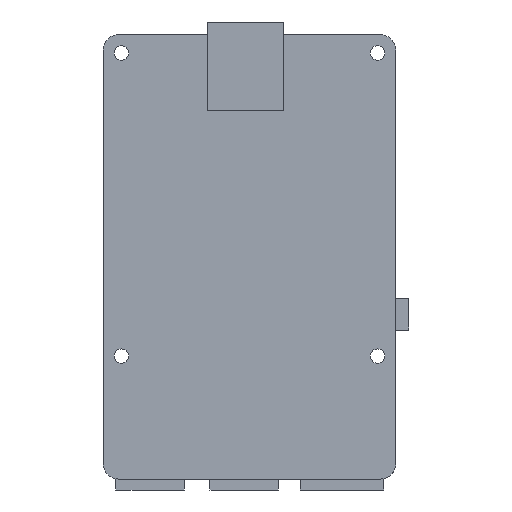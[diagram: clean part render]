
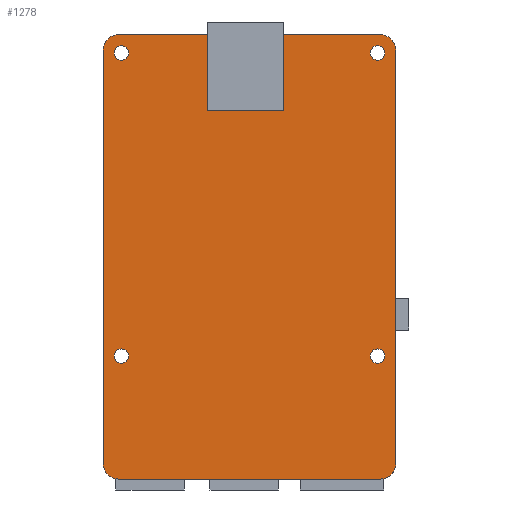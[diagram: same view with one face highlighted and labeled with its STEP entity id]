
A CAD part, front view. The second image highlights one B-rep face of the part: STEP entity #1278.
In plain terms, the highlighted planar face has unit normal (0, -1, 0).
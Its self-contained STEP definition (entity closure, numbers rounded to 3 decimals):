
#33=FACE_BOUND('',#193,.T.);
#34=FACE_BOUND('',#194,.T.);
#35=FACE_BOUND('',#195,.T.);
#36=FACE_BOUND('',#196,.T.);
#47=CIRCLE('',#1358,1.375);
#48=CIRCLE('',#1360,1.375);
#49=CIRCLE('',#1362,1.375);
#50=CIRCLE('',#1364,1.375);
#51=CIRCLE('',#1367,3.);
#52=CIRCLE('',#1370,3.);
#53=CIRCLE('',#1373,3.);
#54=CIRCLE('',#1376,3.);
#120=FACE_OUTER_BOUND('',#192,.T.);
#192=EDGE_LOOP('',(#1139,#1140,#1141,#1142,#1143,#1144,#1145,#1146,#1147,
#1148,#1149,#1150));
#193=EDGE_LOOP('',(#1151));
#194=EDGE_LOOP('',(#1152));
#195=EDGE_LOOP('',(#1153));
#196=EDGE_LOOP('',(#1154));
#221=LINE('',#1766,#379);
#226=LINE('',#1776,#384);
#232=LINE('',#1788,#390);
#342=LINE('',#2038,#500);
#346=LINE('',#2047,#504);
#349=LINE('',#2054,#507);
#351=LINE('',#2057,#509);
#353=LINE('',#2064,#511);
#379=VECTOR('',#1429,10.);
#384=VECTOR('',#1436,10.);
#390=VECTOR('',#1446,10.);
#500=VECTOR('',#1672,10.);
#504=VECTOR('',#1682,10.);
#507=VECTOR('',#1691,10.);
#509=VECTOR('',#1693,10.);
#511=VECTOR('',#1701,10.);
#529=VERTEX_POINT('',#1764);
#530=VERTEX_POINT('',#1765);
#534=VERTEX_POINT('',#1774);
#538=VERTEX_POINT('',#1787);
#615=VERTEX_POINT('',#2020);
#616=VERTEX_POINT('',#2024);
#617=VERTEX_POINT('',#2028);
#618=VERTEX_POINT('',#2032);
#619=VERTEX_POINT('',#2036);
#620=VERTEX_POINT('',#2037);
#621=VERTEX_POINT('',#2042);
#622=VERTEX_POINT('',#2046);
#623=VERTEX_POINT('',#2050);
#624=VERTEX_POINT('',#2055);
#625=VERTEX_POINT('',#2059);
#626=VERTEX_POINT('',#2063);
#651=EDGE_CURVE('',#529,#530,#221,.T.);
#656=EDGE_CURVE('',#530,#534,#226,.T.);
#662=EDGE_CURVE('',#538,#529,#232,.T.);
#779=EDGE_CURVE('',#615,#615,#47,.T.);
#781=EDGE_CURVE('',#616,#616,#48,.T.);
#783=EDGE_CURVE('',#617,#617,#49,.T.);
#785=EDGE_CURVE('',#618,#618,#50,.T.);
#786=EDGE_CURVE('',#619,#620,#342,.T.);
#789=EDGE_CURVE('',#621,#620,#51,.T.);
#791=EDGE_CURVE('',#621,#622,#346,.T.);
#793=EDGE_CURVE('',#623,#622,#52,.T.);
#795=EDGE_CURVE('',#623,#538,#349,.T.);
#797=EDGE_CURVE('',#534,#624,#351,.T.);
#798=EDGE_CURVE('',#625,#624,#53,.T.);
#800=EDGE_CURVE('',#625,#626,#353,.T.);
#802=EDGE_CURVE('',#619,#626,#54,.T.);
#1139=ORIENTED_EDGE('',*,*,#656,.T.);
#1140=ORIENTED_EDGE('',*,*,#797,.T.);
#1141=ORIENTED_EDGE('',*,*,#798,.F.);
#1142=ORIENTED_EDGE('',*,*,#800,.T.);
#1143=ORIENTED_EDGE('',*,*,#802,.F.);
#1144=ORIENTED_EDGE('',*,*,#786,.T.);
#1145=ORIENTED_EDGE('',*,*,#789,.F.);
#1146=ORIENTED_EDGE('',*,*,#791,.T.);
#1147=ORIENTED_EDGE('',*,*,#793,.F.);
#1148=ORIENTED_EDGE('',*,*,#795,.T.);
#1149=ORIENTED_EDGE('',*,*,#662,.T.);
#1150=ORIENTED_EDGE('',*,*,#651,.T.);
#1151=ORIENTED_EDGE('',*,*,#785,.F.);
#1152=ORIENTED_EDGE('',*,*,#783,.F.);
#1153=ORIENTED_EDGE('',*,*,#781,.F.);
#1154=ORIENTED_EDGE('',*,*,#779,.F.);
#1212=PLANE('',#1377);
#1278=ADVANCED_FACE('',(#120,#33,#34,#35,#36),#1212,.F.);
#1358=AXIS2_PLACEMENT_3D('',#2022,#1653,#1654);
#1360=AXIS2_PLACEMENT_3D('',#2026,#1658,#1659);
#1362=AXIS2_PLACEMENT_3D('',#2030,#1663,#1664);
#1364=AXIS2_PLACEMENT_3D('',#2034,#1668,#1669);
#1367=AXIS2_PLACEMENT_3D('',#2043,#1677,#1678);
#1370=AXIS2_PLACEMENT_3D('',#2051,#1686,#1687);
#1373=AXIS2_PLACEMENT_3D('',#2060,#1696,#1697);
#1376=AXIS2_PLACEMENT_3D('',#2067,#1705,#1706);
#1377=AXIS2_PLACEMENT_3D('',#2068,#1707,#1708);
#1429=DIRECTION('',(-1.,0.,0.));
#1436=DIRECTION('',(0.,0.,1.));
#1446=DIRECTION('',(0.,0.,-1.));
#1653=DIRECTION('center_axis',(0.,-1.,0.));
#1654=DIRECTION('ref_axis',(1.,0.,0.));
#1658=DIRECTION('center_axis',(0.,-1.,0.));
#1659=DIRECTION('ref_axis',(1.,0.,0.));
#1663=DIRECTION('center_axis',(0.,-1.,0.));
#1664=DIRECTION('ref_axis',(1.,0.,0.));
#1668=DIRECTION('center_axis',(0.,-1.,0.));
#1669=DIRECTION('ref_axis',(1.,0.,0.));
#1672=DIRECTION('',(1.,0.,0.));
#1677=DIRECTION('center_axis',(0.,1.,0.));
#1678=DIRECTION('ref_axis',(1.,0.,0.));
#1682=DIRECTION('',(0.,0.,1.));
#1686=DIRECTION('center_axis',(0.,1.,0.));
#1687=DIRECTION('ref_axis',(0.,0.,1.));
#1691=DIRECTION('',(-1.,0.,0.));
#1693=DIRECTION('',(-1.,0.,0.));
#1696=DIRECTION('center_axis',(0.,1.,0.));
#1697=DIRECTION('ref_axis',(-1.,0.,0.));
#1701=DIRECTION('',(0.,0.,-1.));
#1705=DIRECTION('center_axis',(0.,1.,0.));
#1706=DIRECTION('ref_axis',(0.,0.,-1.));
#1707=DIRECTION('center_axis',(0.,1.,0.));
#1708=DIRECTION('ref_axis',(1.,0.,0.));
#1764=CARTESIAN_POINT('',(34.5,0.,70.4));
#1765=CARTESIAN_POINT('',(19.9,0.,70.4));
#1766=CARTESIAN_POINT('',(23.95,0.,70.4));
#1774=CARTESIAN_POINT('',(19.9,0.,85.));
#1776=CARTESIAN_POINT('',(19.9,0.,64.96));
#1787=CARTESIAN_POINT('',(34.5,0.,85.));
#1788=CARTESIAN_POINT('',(34.5,0.,56.45));
#2020=CARTESIAN_POINT('',(51.125,0.,23.5));
#2022=CARTESIAN_POINT('Origin',(52.5,0.,23.5));
#2024=CARTESIAN_POINT('',(2.125,0.,23.5));
#2026=CARTESIAN_POINT('Origin',(3.5,0.,23.5));
#2028=CARTESIAN_POINT('',(2.125,0.,81.5));
#2030=CARTESIAN_POINT('Origin',(3.5,0.,81.5));
#2032=CARTESIAN_POINT('',(51.125,0.,81.5));
#2034=CARTESIAN_POINT('Origin',(52.5,0.,81.5));
#2036=CARTESIAN_POINT('',(3.,0.,0.));
#2037=CARTESIAN_POINT('',(53.,0.,0.));
#2038=CARTESIAN_POINT('',(3.,0.,0.));
#2042=CARTESIAN_POINT('',(56.,0.,3.));
#2043=CARTESIAN_POINT('Origin',(53.,0.,3.));
#2046=CARTESIAN_POINT('',(56.,0.,82.));
#2047=CARTESIAN_POINT('',(56.,0.,3.));
#2050=CARTESIAN_POINT('',(53.,0.,85.));
#2051=CARTESIAN_POINT('Origin',(53.,0.,82.));
#2054=CARTESIAN_POINT('',(53.,0.,85.));
#2055=CARTESIAN_POINT('',(3.,0.,85.));
#2057=CARTESIAN_POINT('',(53.,0.,85.));
#2059=CARTESIAN_POINT('',(0.,0.,82.));
#2060=CARTESIAN_POINT('Origin',(3.,0.,82.));
#2063=CARTESIAN_POINT('',(0.,0.,3.));
#2064=CARTESIAN_POINT('',(0.,0.,82.));
#2067=CARTESIAN_POINT('Origin',(3.,0.,3.));
#2068=CARTESIAN_POINT('Origin',(28.,0.,42.5));
